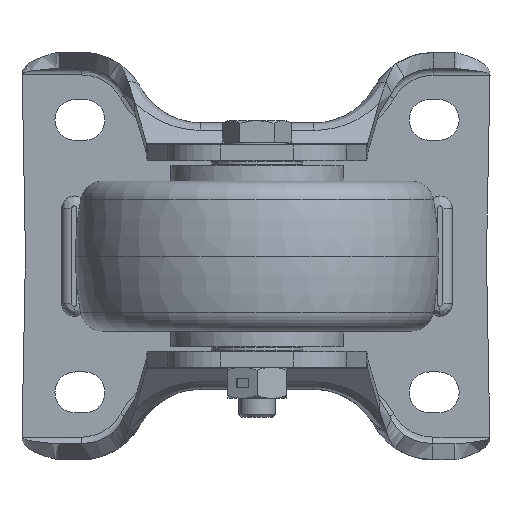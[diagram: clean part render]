
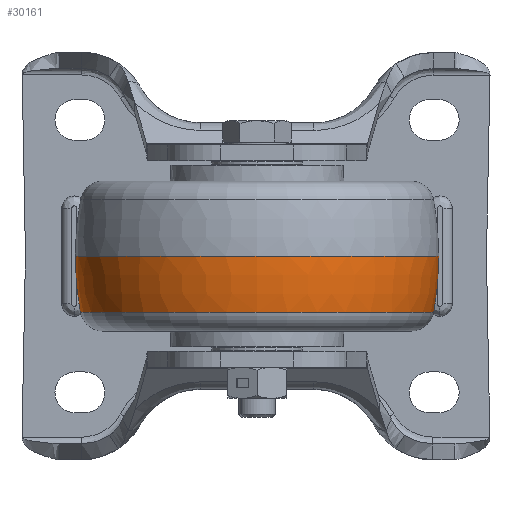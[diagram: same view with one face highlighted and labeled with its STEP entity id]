
A CAD part, front view. The second image highlights one B-rep face of the part: STEP entity #30161.
In plain terms, the highlighted toroidal (fillet/blend) face has major radius 34.996 mm and minor radius 75 mm.
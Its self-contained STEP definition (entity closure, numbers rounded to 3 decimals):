
#473 = FACE_OUTER_BOUND ( 'NONE', #25747, .T. ) ;
#614 = CARTESIAN_POINT ( 'NONE',  ( -38.846, -68., -12.371 ) ) ;
#1309 = CARTESIAN_POINT ( 'NONE',  ( 0., -68., -12.371 ) ) ;
#4154 = DIRECTION ( 'NONE',  ( -1., 0., 0. ) ) ;
#4953 = EDGE_CURVE ( 'NONE', #23332, #28211, #21905, .T. ) ;
#5022 = DIRECTION ( 'NONE',  ( 0., 0., -1. ) ) ;
#5132 = EDGE_CURVE ( 'NONE', #23332, #32502, #8230, .T. ) ;
#5339 = TOROIDAL_SURFACE ( 'NONE', #9686, -34.996, 75. ) ;
#5738 = AXIS2_PLACEMENT_3D ( 'NONE', #7452, #27292, #10274 ) ;
#7452 = CARTESIAN_POINT ( 'NONE',  ( 0., -68., 0. ) ) ;
#7818 = CARTESIAN_POINT ( 'NONE',  ( 0., -68., 0.757 ) ) ;
#8230 = CIRCLE ( 'NONE', #14531, 75. ) ;
#9521 = CIRCLE ( 'NONE', #9813, 75. ) ;
#9686 = AXIS2_PLACEMENT_3D ( 'NONE', #7818, #5022, #24905 ) ;
#9813 = AXIS2_PLACEMENT_3D ( 'NONE', #27016, #9983, #29855 ) ;
#9983 = DIRECTION ( 'NONE',  ( 0., -1., 0. ) ) ;
#10274 = DIRECTION ( 'NONE',  ( -1., 0., 0. ) ) ;
#11149 = CARTESIAN_POINT ( 'NONE',  ( -34.996, -68., 0.757 ) ) ;
#12646 = EDGE_CURVE ( 'NONE', #32502, #31809, #28431, .T. ) ;
#13961 = DIRECTION ( 'NONE',  ( -1., 0., 0. ) ) ;
#14531 = AXIS2_PLACEMENT_3D ( 'NONE', #11149, #31027, #13961 ) ;
#19098 = CARTESIAN_POINT ( 'NONE',  ( -40., -68., 0. ) ) ;
#21169 = DIRECTION ( 'NONE',  ( 0., 0., -1. ) ) ;
#21905 = CIRCLE ( 'NONE', #5738, 40. ) ;
#22965 = EDGE_CURVE ( 'NONE', #28211, #31809, #9521, .T. ) ;
#23332 = VERTEX_POINT ( 'NONE', #36503 ) ;
#24905 = DIRECTION ( 'NONE',  ( -1., 0., 0. ) ) ;
#25350 = ORIENTED_EDGE ( 'NONE', *, *, #22965, .T. ) ;
#25590 = ORIENTED_EDGE ( 'NONE', *, *, #4953, .T. ) ;
#25747 = EDGE_LOOP ( 'NONE', ( #34637, #25590, #25350, #33570 ) ) ;
#27016 = CARTESIAN_POINT ( 'NONE',  ( 34.996, -68., 0.757 ) ) ;
#27292 = DIRECTION ( 'NONE',  ( 0., 0., -1. ) ) ;
#28211 = VERTEX_POINT ( 'NONE', #19098 ) ;
#28431 = CIRCLE ( 'NONE', #35740, 38.846 ) ;
#29855 = DIRECTION ( 'NONE',  ( 0., 0., -1. ) ) ;
#30161 = ADVANCED_FACE ( 'NONE', ( #473 ), #5339, .T. ) ;
#31027 = DIRECTION ( 'NONE',  ( 0., 1., 0. ) ) ;
#31468 = CARTESIAN_POINT ( 'NONE',  ( 38.846, -68., -12.371 ) ) ;
#31809 = VERTEX_POINT ( 'NONE', #614 ) ;
#32502 = VERTEX_POINT ( 'NONE', #31468 ) ;
#33570 = ORIENTED_EDGE ( 'NONE', *, *, #12646, .F. ) ;
#34637 = ORIENTED_EDGE ( 'NONE', *, *, #5132, .F. ) ;
#35740 = AXIS2_PLACEMENT_3D ( 'NONE', #1309, #21169, #4154 ) ;
#36503 = CARTESIAN_POINT ( 'NONE',  ( 40., -68., 0. ) ) ;
